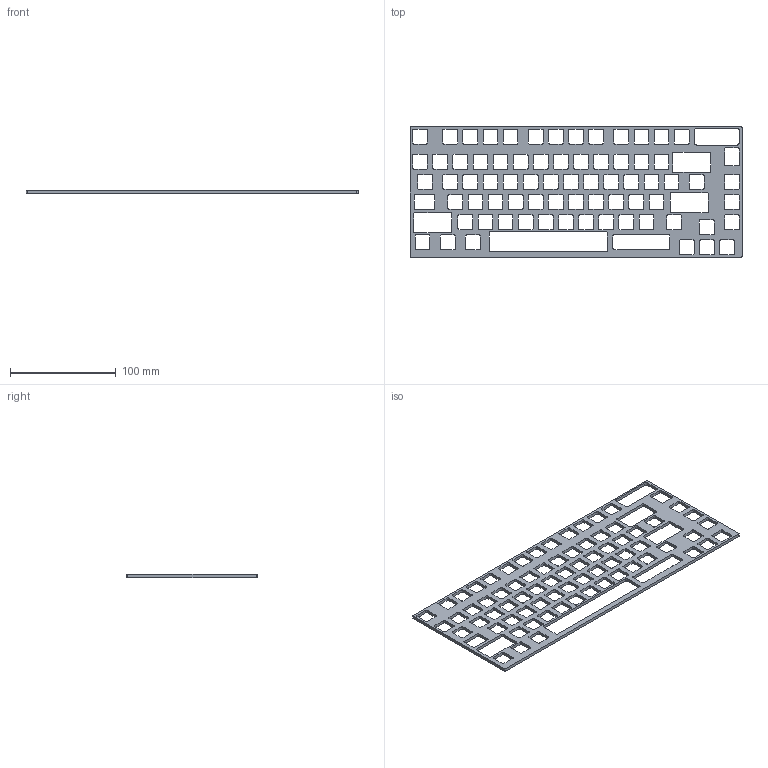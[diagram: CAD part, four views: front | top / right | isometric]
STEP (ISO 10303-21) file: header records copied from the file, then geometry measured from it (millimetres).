
FILE_DESCRIPTION(/* description */ (''),/* implementation_level */ '2;1');
FILE_NAME(/* name */ 'S75_ANSI_625_WK_BKSP_Foam_3mm.step',/* time_stamp */ '2024-01-18T20:34:01Z',/* author */ (''),/* organization */ (''),/* preprocessor_version */ 'ST-DEVELOPER v20',/* originating_system */ 'Autodesk Translation Framework v12.14.0.127',/* authorisation */ '');
FILE_SCHEMA (('AUTOMOTIVE_DESIGN { 1 0 10303 214 3 1 1 }'));
Length unit declared in the file: millimetre
Products named in the file (1): (Unsaved)
Bounding box: 314.32 x 123.84 x 3 mm (x, y, z)
Volume: 56297 mm3; surface area: 54752.9 mm2
Topology: 1 solids, 1 shells, 662 faces, 1980 edges, 1320 vertices
Faces by surface type: plane 332, cylinder 330
Entity records: 22817 total; most frequent: DIRECTION 3966, CARTESIAN_POINT 3963, ORIENTED_EDGE 3960, EDGE_CURVE 1980, AXIS2_PLACEMENT_3D 1323, LINE 1320, VECTOR 1320, VERTEX_POINT 1320
